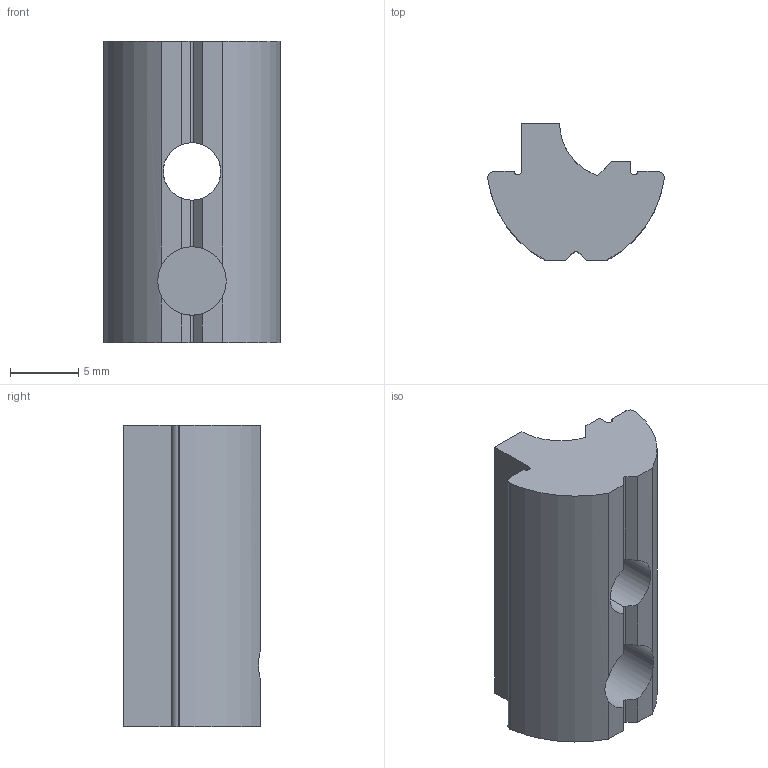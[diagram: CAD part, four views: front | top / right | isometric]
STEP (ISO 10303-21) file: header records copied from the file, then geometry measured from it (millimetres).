
FILE_DESCRIPTION (( 'STEP AP214' ), '1' );
FILE_NAME ('096095.STEP', '2014-08-18T08:35:51', ( '' ), ( '' ), 'SwSTEP 2.0', 'SolidWorks 2014', '' );
FILE_SCHEMA (( 'AUTOMOTIVE_DESIGN' ));
Length unit declared in the file: millimetre
Products named in the file (1): 096095
Bounding box: 12.9 x 10 x 22 mm (x, y, z)
Volume: 1516.1 mm3; surface area: 1226.5 mm2
Topology: 1 solids, 1 shells, 49 faces, 147 edges, 98 vertices
Faces by surface type: plane 27, cylinder 22
Entity records: 1767 total; most frequent: CARTESIAN_POINT 409, ORIENTED_EDGE 294, DIRECTION 259, EDGE_CURVE 147, VERTEX_POINT 98, AXIS2_PLACEMENT_3D 90, VECTOR 79, LINE 79
